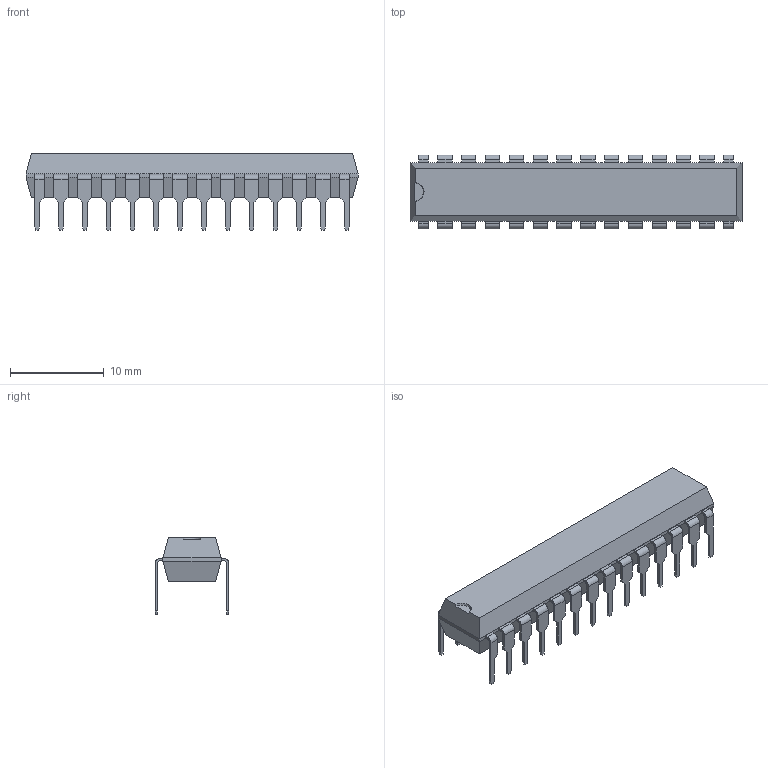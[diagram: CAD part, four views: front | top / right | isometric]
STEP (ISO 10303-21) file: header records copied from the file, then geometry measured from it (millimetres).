
FILE_DESCRIPTION (( 'STEP AP214' ), '1' );
FILE_NAME ('F957BD69-0F2E-4139-BF9E-E3C11E3401DA.STEP', '2022-08-08T00:19:00', ( '' ), ( '' ), 'SwSTEP 2.0', 'SolidWorks 2022', '' );
FILE_SCHEMA (( 'AUTOMOTIVE_DESIGN' ));
Length unit declared in the file: millimetre
Products named in the file (1): F957BD69-0F2E-4139-BF9E-E3C11E3401DA
Bounding box: 35.4 x 7.87 x 8.2 mm (x, y, z)
Volume: 971.6 mm3; surface area: 1165.9 mm2
Topology: 1 solids, 1 shells, 429 faces, 1189 edges, 790 vertices
Faces by surface type: plane 371, cylinder 56, cone 2
Entity records: 13738 total; most frequent: CARTESIAN_POINT 2415, ORIENTED_EDGE 2378, DIRECTION 2163, EDGE_CURVE 1189, LINE 1071, VECTOR 1071, VERTEX_POINT 790, AXIS2_PLACEMENT_3D 546
